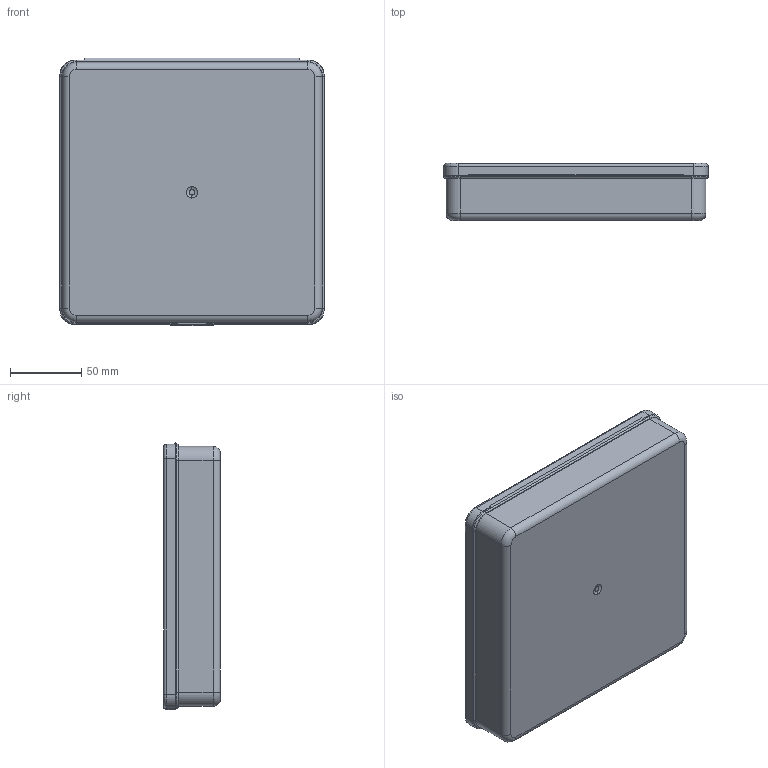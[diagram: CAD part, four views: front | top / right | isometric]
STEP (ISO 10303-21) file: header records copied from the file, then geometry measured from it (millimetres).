
FILE_DESCRIPTION (( 'STEP AP214' ), '1' );
FILE_NAME ('B106 Êîðîáêà ïëàñòèêîâàÿ, ?180x180x38 ìì.STEP', '2020-02-10T11:15:12', ( 'Ïîëüçîâàòåëü Windows' ), ( '' ), 'SwSTEP 2.0', 'SolidWorks 2019', '' );
FILE_SCHEMA (( 'AUTOMOTIVE_DESIGN' ));
Length unit declared in the file: millimetre
Products named in the file (3): B106 澎觐耱黖00; B106 Êðûøêà_00; B106 Êîðîáêà ïëàñòèêîâàÿ, ?180x180x38 ìì
Assembly tree (2 placements, depth 2):
  B106 Êîðîáêà ïëàñòèêîâàÿ, ?180x180x38 ìì
    B106 澎觐耱黖00
    B106 Êðûøêà_00
Bounding box: 185 x 39.85 x 187.5 mm (x, y, z)
Volume: 126330.3 mm3; surface area: 194360.6 mm2
Topology: 3 solids, 3 shells, 288 faces, 692 edges, 414 vertices
Faces by surface type: cylinder 120, plane 100, torus 38, bspline 26, sphere 4
Entity records: 9593 total; most frequent: CARTESIAN_POINT 3045, ORIENTED_EDGE 1368, DIRECTION 1333, EDGE_CURVE 684, AXIS2_PLACEMENT_3D 489, VERTEX_POINT 414, VECTOR 355, LINE 355
